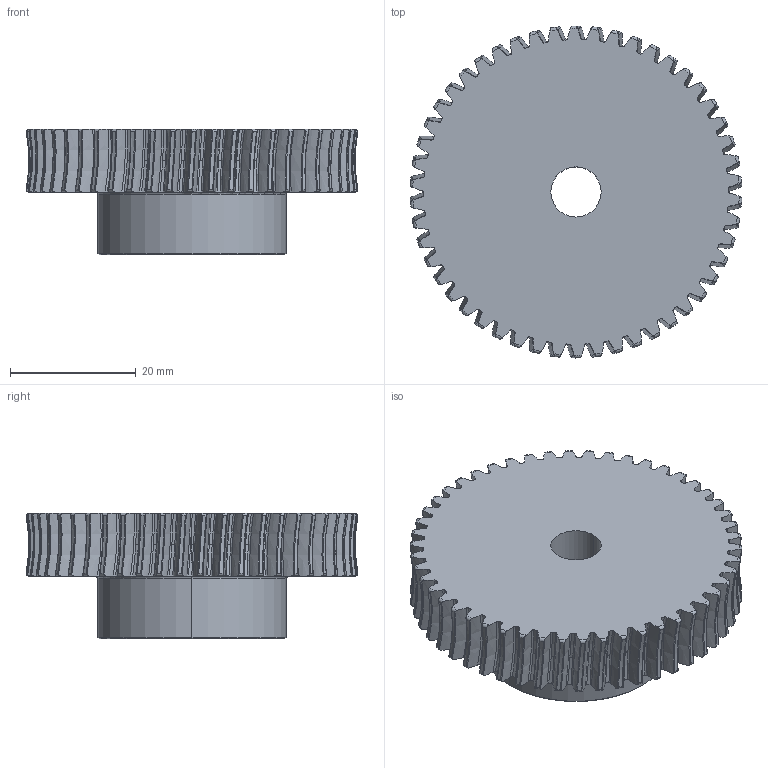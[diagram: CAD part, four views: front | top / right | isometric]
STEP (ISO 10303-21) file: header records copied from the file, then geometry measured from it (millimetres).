
FILE_DESCRIPTION (( 'STEP AP203' ), '1' );
FILE_NAME ('4037N133_Plastic Worm Gear.STEP', '2021-09-14T20:30:15', ( 'Administrator' ), ( 'Managed by Terraform' ), 'SwSTEP 2.0', 'SolidWorks 2017', '' );
FILE_SCHEMA (( 'CONFIG_CONTROL_DESIGN' ));
Length unit declared in the file: inch
Products named in the file (1): 4037N133_Plastic Worm Gear
Bounding box: 52.8 x 52.84 x 20 mm (x, y, z)
Volume: 25829.9 mm3; surface area: 8438.3 mm2
Topology: 1 solids, 1 shells, 566 faces, 1688 edges, 1125 vertices
Faces by surface type: bspline 350, torus 205, cylinder 4, cone 4, plane 3
Entity records: 36961 total; most frequent: CARTESIAN_POINT 25237, ORIENTED_EDGE 3376, EDGE_CURVE 1688, B_SPLINE_CURVE_WITH_KNOTS 1403, VERTEX_POINT 1125, DIRECTION 992, EDGE_LOOP 569, ADVANCED_FACE 566
